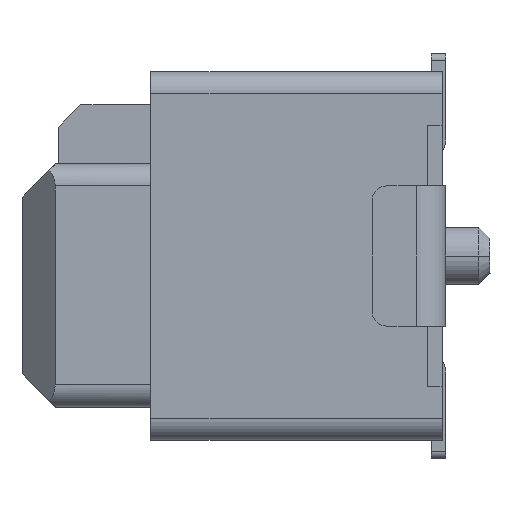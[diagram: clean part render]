
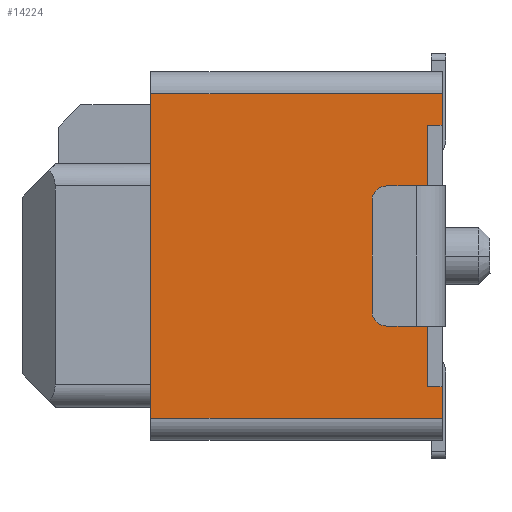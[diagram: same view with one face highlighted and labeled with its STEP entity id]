
A CAD part, left-side view. The second image highlights one B-rep face of the part: STEP entity #14224.
In plain terms, the highlighted planar face has unit normal (-1, 0, 0).
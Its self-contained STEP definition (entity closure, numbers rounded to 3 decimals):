
#35=CARTESIAN_POINT('',(16.,0.65,-0.3));
#36=VERTEX_POINT('',#35);
#37=CARTESIAN_POINT('',(16.,0.65,-0.725));
#38=VERTEX_POINT('',#37);
#39=CARTESIAN_POINT('',(16.,0.65,-0.3));
#40=DIRECTION('',(0.,0.,-1.));
#41=VECTOR('',#40,0.425);
#42=LINE('',#39,#41);
#43=EDGE_CURVE('',#36,#38,#42,.T.);
#61=CARTESIAN_POINT('',(16.,0.65,-4.275));
#62=VERTEX_POINT('',#61);
#69=CARTESIAN_POINT('',(16.,0.65,-4.7));
#70=VERTEX_POINT('',#69);
#71=CARTESIAN_POINT('',(16.,0.65,-4.275));
#72=DIRECTION('',(0.,0.,-1.));
#73=VECTOR('',#72,0.425);
#74=LINE('',#71,#73);
#75=EDGE_CURVE('',#62,#70,#74,.T.);
#174=CARTESIAN_POINT('',(16.,0.85,-0.725));
#175=VERTEX_POINT('',#174);
#176=CARTESIAN_POINT('',(16.,0.85,-0.725));
#177=DIRECTION('',(0.,-1.,0.));
#178=VECTOR('',#177,0.2);
#179=LINE('',#176,#178);
#180=EDGE_CURVE('',#175,#38,#179,.T.);
#230=CARTESIAN_POINT('',(16.,0.85,-4.275));
#231=VERTEX_POINT('',#230);
#238=CARTESIAN_POINT('',(16.,0.65,-4.275));
#239=DIRECTION('',(0.,1.,0.));
#240=VECTOR('',#239,0.2);
#241=LINE('',#238,#240);
#242=EDGE_CURVE('',#62,#231,#241,.T.);
#268=CARTESIAN_POINT('',(16.,4.6,-4.7));
#269=VERTEX_POINT('',#268);
#270=CARTESIAN_POINT('',(16.,4.6,-4.7));
#271=DIRECTION('',(0.,-1.,0.));
#272=VECTOR('',#271,3.95);
#273=LINE('',#270,#272);
#274=EDGE_CURVE('',#269,#70,#273,.T.);
#451=CARTESIAN_POINT('',(16.,4.6,-0.3));
#452=VERTEX_POINT('',#451);
#460=CARTESIAN_POINT('',(16.,0.65,-0.3));
#461=DIRECTION('',(0.,1.,0.));
#462=VECTOR('',#461,3.95);
#463=LINE('',#460,#462);
#464=EDGE_CURVE('',#36,#452,#463,.T.);
#476=CARTESIAN_POINT('',(16.,0.85,-4.275));
#477=DIRECTION('',(0.,0.,1.));
#478=VECTOR('',#477,3.55);
#479=LINE('',#476,#478);
#480=EDGE_CURVE('',#231,#175,#479,.T.);
#14204=CARTESIAN_POINT('',(16.,0.728,-5.));
#14205=DIRECTION('',(0.,0.,1.));
#14206=DIRECTION('',(-1.,0.,0.));
#14207=AXIS2_PLACEMENT_3D('',#14204,#14206,#14205);
#14208=PLANE('',#14207);
#14209=ORIENTED_EDGE('',*,*,#274,.T.);
#14210=ORIENTED_EDGE('',*,*,#75,.F.);
#14211=ORIENTED_EDGE('',*,*,#242,.T.);
#14212=ORIENTED_EDGE('',*,*,#480,.T.);
#14213=ORIENTED_EDGE('',*,*,#180,.T.);
#14214=ORIENTED_EDGE('',*,*,#43,.F.);
#14215=ORIENTED_EDGE('',*,*,#464,.T.);
#14216=CARTESIAN_POINT('',(16.,4.6,-0.3));
#14217=DIRECTION('',(0.,0.,-1.));
#14218=VECTOR('',#14217,4.4);
#14219=LINE('',#14216,#14218);
#14220=EDGE_CURVE('',#452,#269,#14219,.T.);
#14221=ORIENTED_EDGE('',*,*,#14220,.T.);
#14222=EDGE_LOOP('',(#14209,#14210,#14211,#14212,#14213,#14214,#14215,#14221));
#14223=FACE_OUTER_BOUND('',#14222,.T.);
#14224=ADVANCED_FACE('',(#14223),#14208,.T.);
